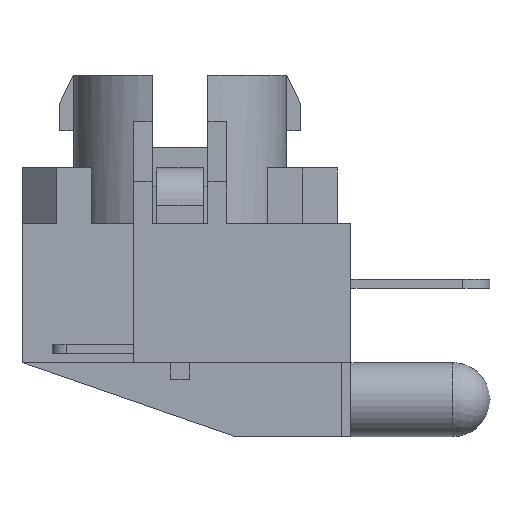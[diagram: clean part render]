
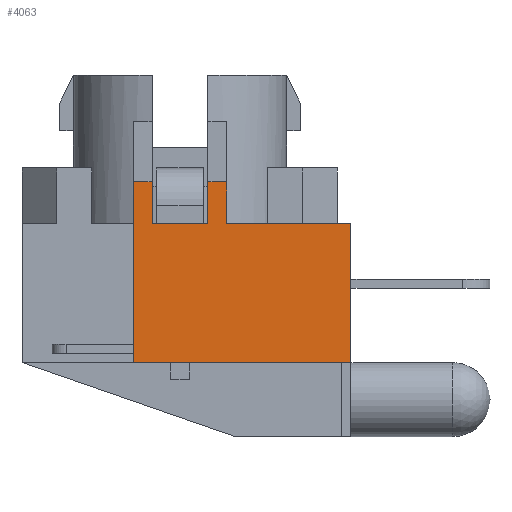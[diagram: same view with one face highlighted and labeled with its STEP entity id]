
A CAD part, left-side view. The second image highlights one B-rep face of the part: STEP entity #4063.
In plain terms, the highlighted planar face has unit normal (-1, 0, 0).
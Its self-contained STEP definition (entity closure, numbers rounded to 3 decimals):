
#243=FACE_OUTER_BOUND('',#457,.T.);
#457=EDGE_LOOP('',(#3097,#3098,#3099,#3100,#3101,#3102,#3103,#3104,#3105,
#3106));
#831=LINE('',#6186,#1348);
#832=LINE('',#6188,#1349);
#833=LINE('',#6190,#1350);
#834=LINE('',#6192,#1351);
#835=LINE('',#6194,#1352);
#836=LINE('',#6196,#1353);
#837=LINE('',#6198,#1354);
#838=LINE('',#6200,#1355);
#839=LINE('',#6202,#1356);
#840=LINE('',#6203,#1357);
#1348=VECTOR('',#5035,10.);
#1349=VECTOR('',#5036,10.);
#1350=VECTOR('',#5037,10.);
#1351=VECTOR('',#5038,10.);
#1352=VECTOR('',#5039,10.);
#1353=VECTOR('',#5040,10.);
#1354=VECTOR('',#5041,10.);
#1355=VECTOR('',#5042,10.);
#1356=VECTOR('',#5043,10.);
#1357=VECTOR('',#5044,10.);
#1823=VERTEX_POINT('',#6184);
#1824=VERTEX_POINT('',#6185);
#1825=VERTEX_POINT('',#6187);
#1826=VERTEX_POINT('',#6189);
#1827=VERTEX_POINT('',#6191);
#1828=VERTEX_POINT('',#6193);
#1829=VERTEX_POINT('',#6195);
#1830=VERTEX_POINT('',#6197);
#1831=VERTEX_POINT('',#6199);
#1832=VERTEX_POINT('',#6201);
#2307=EDGE_CURVE('',#1823,#1824,#831,.T.);
#2308=EDGE_CURVE('',#1825,#1824,#832,.T.);
#2309=EDGE_CURVE('',#1825,#1826,#833,.T.);
#2310=EDGE_CURVE('',#1826,#1827,#834,.T.);
#2311=EDGE_CURVE('',#1827,#1828,#835,.T.);
#2312=EDGE_CURVE('',#1828,#1829,#836,.T.);
#2313=EDGE_CURVE('',#1829,#1830,#837,.T.);
#2314=EDGE_CURVE('',#1830,#1831,#838,.T.);
#2315=EDGE_CURVE('',#1831,#1832,#839,.T.);
#2316=EDGE_CURVE('',#1832,#1823,#840,.T.);
#3097=ORIENTED_EDGE('',*,*,#2307,.T.);
#3098=ORIENTED_EDGE('',*,*,#2308,.F.);
#3099=ORIENTED_EDGE('',*,*,#2309,.T.);
#3100=ORIENTED_EDGE('',*,*,#2310,.T.);
#3101=ORIENTED_EDGE('',*,*,#2311,.T.);
#3102=ORIENTED_EDGE('',*,*,#2312,.T.);
#3103=ORIENTED_EDGE('',*,*,#2313,.T.);
#3104=ORIENTED_EDGE('',*,*,#2314,.T.);
#3105=ORIENTED_EDGE('',*,*,#2315,.T.);
#3106=ORIENTED_EDGE('',*,*,#2316,.T.);
#3862=PLANE('',#4342);
#4063=ADVANCED_FACE('',(#243),#3862,.T.);
#4342=AXIS2_PLACEMENT_3D('',#6183,#5033,#5034);
#5033=DIRECTION('center_axis',(-1.,0.,0.));
#5034=DIRECTION('ref_axis',(0.,-1.,0.));
#5035=DIRECTION('',(0.,1.,0.));
#5036=DIRECTION('',(0.,0.,1.));
#5037=DIRECTION('',(0.,1.,0.));
#5038=DIRECTION('',(0.,0.,1.));
#5039=DIRECTION('',(0.,1.,0.));
#5040=DIRECTION('',(0.,0.,-1.));
#5041=DIRECTION('',(0.,-1.,0.));
#5042=DIRECTION('',(0.,0.,1.));
#5043=DIRECTION('',(0.,1.,0.));
#5044=DIRECTION('',(0.,0.,1.));
#6183=CARTESIAN_POINT('Origin',(-3.2,1.775,0.));
#6184=CARTESIAN_POINT('',(-3.2,-0.435,1.95));
#6185=CARTESIAN_POINT('',(-3.2,-0.23,1.95));
#6186=CARTESIAN_POINT('',(-3.2,0.887,1.95));
#6187=CARTESIAN_POINT('',(-3.2,-0.23,1.5));
#6188=CARTESIAN_POINT('',(-3.2,-0.23,1.5));
#6189=CARTESIAN_POINT('',(-3.2,0.37,1.5));
#6190=CARTESIAN_POINT('',(-3.2,0.887,1.5));
#6191=CARTESIAN_POINT('',(-3.2,0.37,1.95));
#6192=CARTESIAN_POINT('',(-3.2,0.37,1.5));
#6193=CARTESIAN_POINT('',(-3.2,0.575,1.95));
#6194=CARTESIAN_POINT('',(-3.2,0.887,1.95));
#6195=CARTESIAN_POINT('',(-3.2,0.575,0.));
#6196=CARTESIAN_POINT('',(-3.2,0.575,1.05));
#6197=CARTESIAN_POINT('',(-3.2,-1.775,0.));
#6198=CARTESIAN_POINT('',(-3.2,1.775,0.));
#6199=CARTESIAN_POINT('',(-3.2,-1.775,1.5));
#6200=CARTESIAN_POINT('',(-3.2,-1.775,0.));
#6201=CARTESIAN_POINT('',(-3.2,-0.435,1.5));
#6202=CARTESIAN_POINT('',(-3.2,0.887,1.5));
#6203=CARTESIAN_POINT('',(-3.2,-0.435,1.5));
